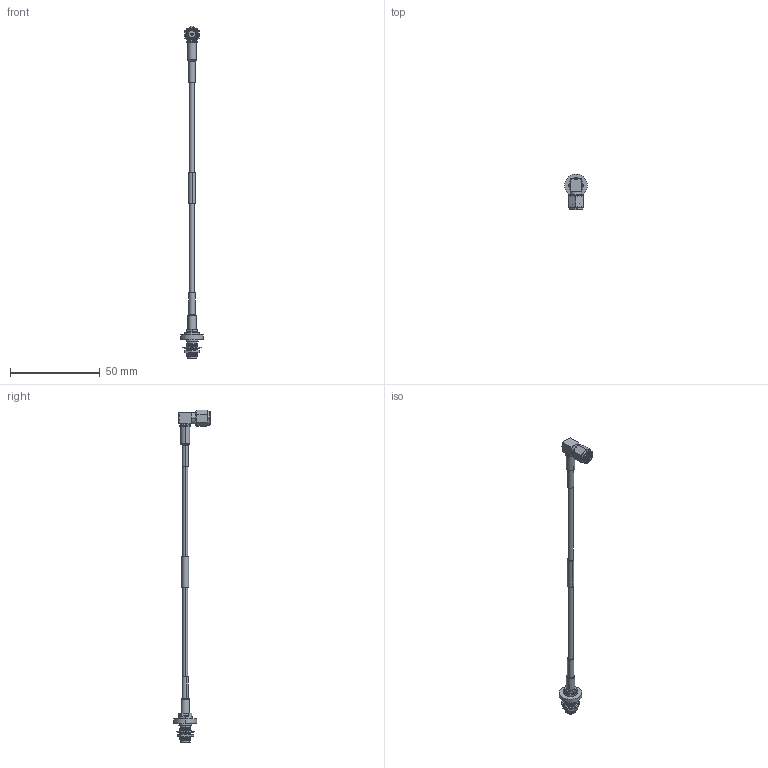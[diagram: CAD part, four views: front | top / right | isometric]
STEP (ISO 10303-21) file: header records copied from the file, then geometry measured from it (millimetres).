
FILE_DESCRIPTION (( 'STEP AP203' ), '1' );
FILE_NAME ('PE3M0109.step', '2018-11-19T15:58:40', ( '' ), ( '' ), 'SwSTEP 2.0', 'SolidWorks 2017', '' );
FILE_SCHEMA (( 'CONFIG_CONTROL_DESIGN' ));
Length unit declared in the file: inch
Products named in the file (7): PE3M0109; PE-Z209; RG174A_U; PE-Z206; M39012-59-3026-00795; PE3M0109-XXX; M39012-56-3107-00795
Assembly tree (6 placements, depth 2):
  PE3M0109
    RG174A_U
    M39012-56-3107-00795
    M39012-59-3026-00795
    PE-Z206
    PE-Z209
    PE3M0109-XXX
Bounding box: 12.7 x 20.17 x 184.75 mm (x, y, z)
Volume: 2732.2 mm3; surface area: 5440.1 mm2
Topology: 7 solids, 7 shells, 424 faces, 1026 edges, 658 vertices
Faces by surface type: cylinder 159, plane 127, cone 65, bspline 60, torus 12, sphere 1
Entity records: 20072 total; most frequent: CARTESIAN_POINT 9951, ORIENTED_EDGE 2048, DIRECTION 1803, EDGE_CURVE 1024, AXIS2_PLACEMENT_3D 706, VERTEX_POINT 658, EDGE_LOOP 484, ADVANCED_FACE 424
